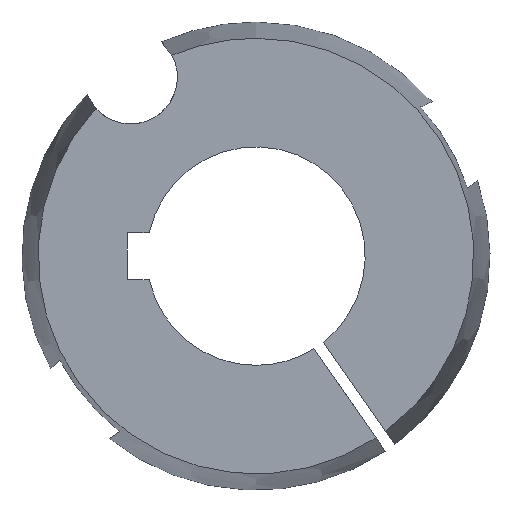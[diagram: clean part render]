
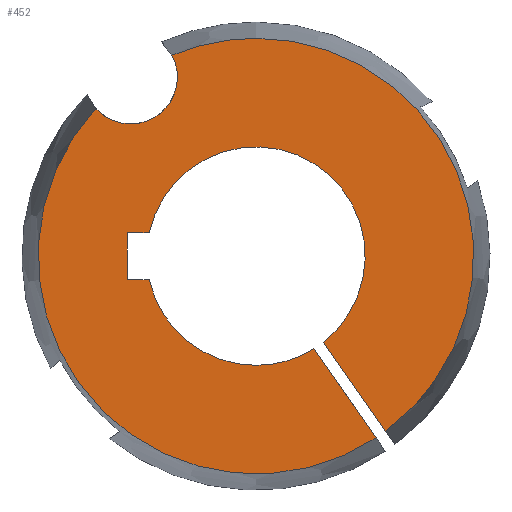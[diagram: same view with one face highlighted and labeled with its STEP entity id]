
A CAD part, left-side view. The second image highlights one B-rep face of the part: STEP entity #452.
In plain terms, the highlighted planar face has unit normal (-1, 0, 0).
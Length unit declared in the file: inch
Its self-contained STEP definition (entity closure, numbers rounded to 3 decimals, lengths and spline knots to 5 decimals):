
#7 = EDGE_CURVE ( 'NONE', #90, #263, #682, .T. ) ;
#9 = CARTESIAN_POINT ( 'NONE',  ( -1., -0.26978, -0.34442 ) ) ;
#26 = DIRECTION ( 'NONE',  ( 0., -1., 0. ) ) ;
#29 = CARTESIAN_POINT ( 'NONE',  ( -1., -0.23138, -0.37131 ) ) ;
#32 = AXIS2_PLACEMENT_3D ( 'NONE', #398, #341, #395 ) ;
#35 = DIRECTION ( 'NONE',  ( 0., 0., 1. ) ) ;
#40 = FACE_OUTER_BOUND ( 'NONE', #825, .T. ) ;
#47 = VERTEX_POINT ( 'NONE', #676 ) ;
#59 = DIRECTION ( 'NONE',  ( 1., 0., 0. ) ) ;
#71 = EDGE_CURVE ( 'NONE', #193, #739, #684, .T. ) ;
#90 = VERTEX_POINT ( 'NONE', #279 ) ;
#91 = CIRCLE ( 'NONE', #847, 0.1875 ) ;
#92 = LINE ( 'NONE', #835, #708 ) ;
#111 = CARTESIAN_POINT ( 'NONE',  ( -1., 0., 0. ) ) ;
#114 = ORIENTED_EDGE ( 'NONE', *, *, #737, .T. ) ;
#115 = ORIENTED_EDGE ( 'NONE', *, *, #615, .T. ) ;
#119 = ORIENTED_EDGE ( 'NONE', *, *, #305, .F. ) ;
#120 = CARTESIAN_POINT ( 'NONE',  ( -1., 0.42734, -0.09375 ) ) ;
#124 = VECTOR ( 'NONE', #608, 39.37008 ) ;
#144 = VERTEX_POINT ( 'NONE', #238 ) ;
#146 = CARTESIAN_POINT ( 'NONE',  ( -1., 0.39037, -0.09375 ) ) ;
#156 = ORIENTED_EDGE ( 'NONE', *, *, #339, .T. ) ;
#158 = VERTEX_POINT ( 'NONE', #565 ) ;
#161 = DIRECTION ( 'NONE',  ( -1., 0., 0. ) ) ;
#165 = DIRECTION ( 'NONE',  ( 1., 0., 0. ) ) ;
#170 = CARTESIAN_POINT ( 'NONE',  ( -1., 0.50188, 0.71676 ) ) ;
#184 = DIRECTION ( 'NONE',  ( 1., 0., 0. ) ) ;
#193 = VERTEX_POINT ( 'NONE', #479 ) ;
#209 = ORIENTED_EDGE ( 'NONE', *, *, #372, .T. ) ;
#210 = VECTOR ( 'NONE', #364, 39.37008 ) ;
#214 = CIRCLE ( 'NONE', #717, 0.4375 ) ;
#234 = DIRECTION ( 'NONE',  ( 0., 0., -1. ) ) ;
#235 = CARTESIAN_POINT ( 'NONE',  ( -1., -0.51945, -0.70098 ) ) ;
#238 = CARTESIAN_POINT ( 'NONE',  ( -1., -0.48105, -0.72787 ) ) ;
#245 = CARTESIAN_POINT ( 'NONE',  ( -1., 0.03703, 0.09375 ) ) ;
#251 = ORIENTED_EDGE ( 'NONE', *, *, #711, .T. ) ;
#258 = AXIS2_PLACEMENT_3D ( 'NONE', #170, #626, #234 ) ;
#263 = VERTEX_POINT ( 'NONE', #120 ) ;
#265 = ORIENTED_EDGE ( 'NONE', *, *, #71, .T. ) ;
#279 = CARTESIAN_POINT ( 'NONE',  ( -1., 0., -0.4375 ) ) ;
#282 = ORIENTED_EDGE ( 'NONE', *, *, #757, .T. ) ;
#286 = VECTOR ( 'NONE', #715, 39.37008 ) ;
#296 = CARTESIAN_POINT ( 'NONE',  ( -1., 0., 0. ) ) ;
#301 = AXIS2_PLACEMENT_3D ( 'NONE', #384, #855, #451 ) ;
#304 = DIRECTION ( 'NONE',  ( 0., 0., -1. ) ) ;
#305 = EDGE_CURVE ( 'NONE', #465, #617, #92, .T. ) ;
#319 = PLANE ( 'NONE',  #528 ) ;
#336 = ORIENTED_EDGE ( 'NONE', *, *, #867, .T. ) ;
#339 = EDGE_CURVE ( 'NONE', #732, #90, #707, .T. ) ;
#341 = DIRECTION ( 'NONE',  ( -1., 0., 0. ) ) ;
#348 = ORIENTED_EDGE ( 'NONE', *, *, #505, .T. ) ;
#353 = VERTEX_POINT ( 'NONE', #235 ) ;
#357 = DIRECTION ( 'NONE',  ( 0., 0., -1. ) ) ;
#362 = CARTESIAN_POINT ( 'NONE',  ( -1., 0.51537, -0.09375 ) ) ;
#364 = DIRECTION ( 'NONE',  ( 0., 0.574, 0.819 ) ) ;
#372 = EDGE_CURVE ( 'NONE', #499, #144, #849, .T. ) ;
#384 = CARTESIAN_POINT ( 'NONE',  ( -1., 0., 0. ) ) ;
#390 = LINE ( 'NONE', #146, #124 ) ;
#395 = DIRECTION ( 'NONE',  ( 0., 0., 1. ) ) ;
#398 = CARTESIAN_POINT ( 'NONE',  ( -1., 0., 0. ) ) ;
#404 = ORIENTED_EDGE ( 'NONE', *, *, #7, .T. ) ;
#443 = DIRECTION ( 'NONE',  ( -1., 0., 0. ) ) ;
#451 = DIRECTION ( 'NONE',  ( 0., 0., 1. ) ) ;
#452 = ADVANCED_FACE ( 'NONE', ( #40 ), #319, .T. ) ;
#463 = CARTESIAN_POINT ( 'NONE',  ( -1., 0., 0. ) ) ;
#465 = VERTEX_POINT ( 'NONE', #848 ) ;
#479 = CARTESIAN_POINT ( 'NONE',  ( -1., 0., 0.87247 ) ) ;
#498 = CARTESIAN_POINT ( 'NONE',  ( -1., -0.51836, -0.78116 ) ) ;
#499 = VERTEX_POINT ( 'NONE', #815 ) ;
#500 = DIRECTION ( 'NONE',  ( 0., 0., -1. ) ) ;
#503 = VERTEX_POINT ( 'NONE', #9 ) ;
#505 = EDGE_CURVE ( 'NONE', #47, #503, #214, .T. ) ;
#513 = AXIS2_PLACEMENT_3D ( 'NONE', #582, #184, #645 ) ;
#528 = AXIS2_PLACEMENT_3D ( 'NONE', #111, #443, #35 ) ;
#533 = ORIENTED_EDGE ( 'NONE', *, *, #692, .T. ) ;
#550 = EDGE_CURVE ( 'NONE', #739, #158, #91, .T. ) ;
#552 = CARTESIAN_POINT ( 'NONE',  ( -1., 0., 0. ) ) ;
#556 = CARTESIAN_POINT ( 'NONE',  ( -1., 0.50188, 0.71676 ) ) ;
#559 = CIRCLE ( 'NONE', #301, 0.87247 ) ;
#565 = CARTESIAN_POINT ( 'NONE',  ( -1., 0.50188, 0.52926 ) ) ;
#575 = CARTESIAN_POINT ( 'NONE',  ( -1., 0.33644, 0.80499 ) ) ;
#582 = CARTESIAN_POINT ( 'NONE',  ( -1., 0., 0. ) ) ;
#608 = DIRECTION ( 'NONE',  ( 0., 1., 0. ) ) ;
#611 = LINE ( 'NONE', #245, #286 ) ;
#615 = EDGE_CURVE ( 'NONE', #158, #499, #853, .T. ) ;
#617 = VERTEX_POINT ( 'NONE', #362 ) ;
#621 = DIRECTION ( 'NONE',  ( 0., 0., 1. ) ) ;
#623 = DIRECTION ( 'NONE',  ( 0., 0., -1. ) ) ;
#626 = DIRECTION ( 'NONE',  ( 1., 0., 0. ) ) ;
#645 = DIRECTION ( 'NONE',  ( 0., 0., -1. ) ) ;
#664 = ORIENTED_EDGE ( 'NONE', *, *, #550, .T. ) ;
#675 = VECTOR ( 'NONE', #26, 39.37008 ) ;
#676 = CARTESIAN_POINT ( 'NONE',  ( -1., 0.42734, 0.09375 ) ) ;
#682 = CIRCLE ( 'NONE', #513, 0.4375 ) ;
#684 = CIRCLE ( 'NONE', #704, 0.87247 ) ;
#692 = EDGE_CURVE ( 'NONE', #465, #47, #808, .T. ) ;
#704 = AXIS2_PLACEMENT_3D ( 'NONE', #552, #161, #621 ) ;
#707 = CIRCLE ( 'NONE', #813, 0.4375 ) ;
#708 = VECTOR ( 'NONE', #500, 39.37008 ) ;
#711 = EDGE_CURVE ( 'NONE', #144, #732, #734, .T. ) ;
#715 = DIRECTION ( 'NONE',  ( 0., -0.574, -0.819 ) ) ;
#717 = AXIS2_PLACEMENT_3D ( 'NONE', #296, #753, #357 ) ;
#732 = VERTEX_POINT ( 'NONE', #29 ) ;
#734 = LINE ( 'NONE', #498, #210 ) ;
#737 = EDGE_CURVE ( 'NONE', #503, #353, #611, .T. ) ;
#739 = VERTEX_POINT ( 'NONE', #575 ) ;
#753 = DIRECTION ( 'NONE',  ( 1., 0., 0. ) ) ;
#757 = EDGE_CURVE ( 'NONE', #353, #193, #559, .T. ) ;
#808 = LINE ( 'NONE', #832, #675 ) ;
#813 = AXIS2_PLACEMENT_3D ( 'NONE', #463, #59, #304 ) ;
#815 = CARTESIAN_POINT ( 'NONE',  ( -1., 0.64138, 0.59147 ) ) ;
#825 = EDGE_LOOP ( 'NONE', ( #664, #115, #209, #251, #156, #404, #336, #119, #533, #348, #114, #282, #265 ) ) ;
#832 = CARTESIAN_POINT ( 'NONE',  ( -1., 0.39037, 0.09375 ) ) ;
#835 = CARTESIAN_POINT ( 'NONE',  ( -1., 0.51537, 0.09375 ) ) ;
#847 = AXIS2_PLACEMENT_3D ( 'NONE', #556, #165, #623 ) ;
#848 = CARTESIAN_POINT ( 'NONE',  ( -1., 0.51537, 0.09375 ) ) ;
#849 = CIRCLE ( 'NONE', #32, 0.87247 ) ;
#853 = CIRCLE ( 'NONE', #258, 0.1875 ) ;
#855 = DIRECTION ( 'NONE',  ( -1., 0., 0. ) ) ;
#867 = EDGE_CURVE ( 'NONE', #263, #617, #390, .T. ) ;
